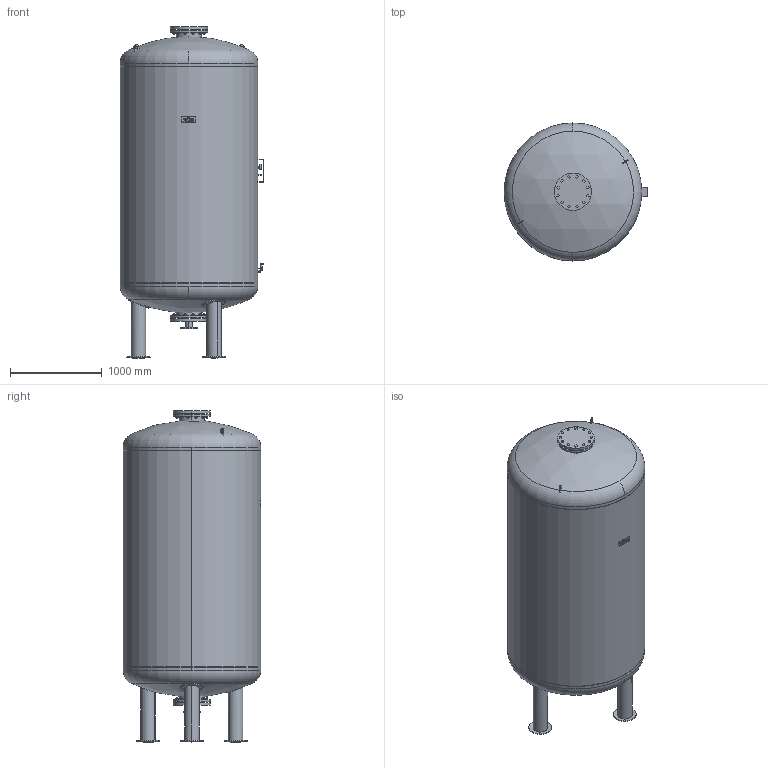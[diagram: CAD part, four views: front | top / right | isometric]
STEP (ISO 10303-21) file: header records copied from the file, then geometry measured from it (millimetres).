
FILE_DESCRIPTION((''),'2;1');
FILE_NAME('3d_G5000_10bar-7530005.stp','2009-12-29T14:08:48',(''),(''),'Mechanical Desktop 2008','Mechanical Desktop 2008',', , ');
FILE_SCHEMA(('CONFIG_CONTROL_DESIGN'));
Length unit declared in the file: millimetre
Products named in the file (1): Product
Bounding box: 1566 x 1502.44 x 3616.45 mm (x, y, z)
Volume: 5027158703.2 mm3; surface area: 25820073.2 mm2
Topology: 20 solids, 20 shells, 817 faces, 2063 edges, 1351 vertices
Faces by surface type: plane 473, cylinder 190, cone 97, bspline 43, torus 8, sphere 6
Entity records: 25812 total; most frequent: CARTESIAN_POINT 5721, DIRECTION 4136, ORIENTED_EDGE 4110, EDGE_CURVE 2055, AXIS2_PLACEMENT_3D 1406, VERTEX_POINT 1351, VECTOR 1324, LINE 1324
